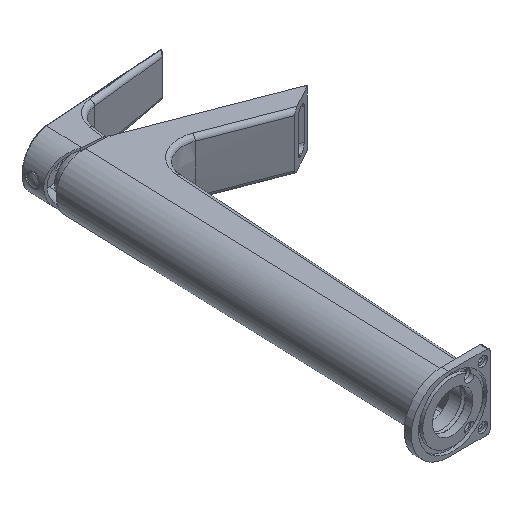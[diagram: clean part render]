
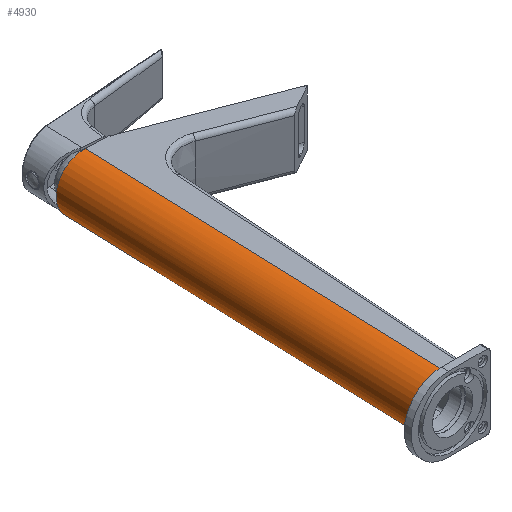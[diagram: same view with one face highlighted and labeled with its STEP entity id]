
A CAD part, isometric view. The second image highlights one B-rep face of the part: STEP entity #4930.
In plain terms, the highlighted cylindrical face has radius 19.6 mm (diameter 39.2 mm), a partial arc.
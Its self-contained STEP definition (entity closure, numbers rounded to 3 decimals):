
#707 = CARTESIAN_POINT ( 'NONE',  ( 4.028, 0.482, -19.6 ) ) ;
#810 = VECTOR ( 'NONE', #24567, 1000. ) ;
#999 = CARTESIAN_POINT ( 'NONE',  ( 3.986, -0.72, -19.6 ) ) ;
#1075 = LINE ( 'NONE', #21987, #14140 ) ;
#1425 = EDGE_CURVE ( 'NONE', #21992, #5252, #16355, .T. ) ;
#1631 = FACE_OUTER_BOUND ( 'NONE', #14575, .T. ) ;
#2950 = ORIENTED_EDGE ( 'NONE', *, *, #8947, .T. ) ;
#3153 = AXIS2_PLACEMENT_3D ( 'NONE', #9635, #21658, #25551 ) ;
#4918 = ORIENTED_EDGE ( 'NONE', *, *, #17249, .T. ) ;
#4930 = ADVANCED_FACE ( 'NONE', ( #1631 ), #9994, .T. ) ;
#5252 = VERTEX_POINT ( 'NONE', #16015 ) ;
#6551 = DIRECTION ( 'NONE',  ( 0.035, 0.999, 0. ) ) ;
#8603 = AXIS2_PLACEMENT_3D ( 'NONE', #24116, #6551, #22216 ) ;
#8947 = EDGE_CURVE ( 'NONE', #18190, #14162, #1075, .T. ) ;
#9635 = CARTESIAN_POINT ( 'NONE',  ( 13.225, 263.837, 0. ) ) ;
#9815 = CARTESIAN_POINT ( 'NONE',  ( 13.225, 263.837, -19.6 ) ) ;
#9994 = CYLINDRICAL_SURFACE ( 'NONE', #8603, 19.6 ) ;
#10211 = ORIENTED_EDGE ( 'NONE', *, *, #1425, .T. ) ;
#14140 = VECTOR ( 'NONE', #25708, 1000. ) ;
#14162 = VERTEX_POINT ( 'NONE', #15204 ) ;
#14575 = EDGE_LOOP ( 'NONE', ( #18601, #2950, #4918, #10211 ) ) ;
#15204 = CARTESIAN_POINT ( 'NONE',  ( 13.225, 263.837, 19.6 ) ) ;
#15462 =( BOUNDED_CURVE ( )  B_SPLINE_CURVE ( 3, ( #16852, #18664, #22455, #707 ),
 .UNSPECIFIED., .F., .T. ) 
 B_SPLINE_CURVE_WITH_KNOTS ( ( 4, 4 ),
 ( 1.571, 4.712 ),
 .UNSPECIFIED. ) 
 CURVE ( )  GEOMETRIC_REPRESENTATION_ITEM ( )  RATIONAL_B_SPLINE_CURVE ( ( 1., 0.333, 0.333, 1. ) ) 
 REPRESENTATION_ITEM ( '' )  );
#16015 = CARTESIAN_POINT ( 'NONE',  ( 4.028, 0.482, -19.6 ) ) ;
#16355 = LINE ( 'NONE', #999, #810 ) ;
#16755 = CIRCLE ( 'NONE', #3153, 19.6 ) ;
#16852 = CARTESIAN_POINT ( 'NONE',  ( 4.028, 0.482, 19.6 ) ) ;
#17249 = EDGE_CURVE ( 'NONE', #14162, #21992, #16755, .T. ) ;
#18190 = VERTEX_POINT ( 'NONE', #24255 ) ;
#18601 = ORIENTED_EDGE ( 'NONE', *, *, #25709, .F. ) ;
#18664 = CARTESIAN_POINT ( 'NONE',  ( -35.195, 0.482, 19.6 ) ) ;
#21658 = DIRECTION ( 'NONE',  ( -0.035, -0.999, 0. ) ) ;
#21987 = CARTESIAN_POINT ( 'NONE',  ( 3.986, -0.72, 19.6 ) ) ;
#21992 = VERTEX_POINT ( 'NONE', #9815 ) ;
#22216 = DIRECTION ( 'NONE',  ( -0.999, 0.035, 0. ) ) ;
#22455 = CARTESIAN_POINT ( 'NONE',  ( -35.195, 0.482, -19.6 ) ) ;
#24116 = CARTESIAN_POINT ( 'NONE',  ( 3.986, -0.72, 0. ) ) ;
#24255 = CARTESIAN_POINT ( 'NONE',  ( 4.028, 0.482, 19.6 ) ) ;
#24567 = DIRECTION ( 'NONE',  ( -0.035, -0.999, 0. ) ) ;
#25551 = DIRECTION ( 'NONE',  ( -0.999, 0.035, 0. ) ) ;
#25708 = DIRECTION ( 'NONE',  ( 0.035, 0.999, 0. ) ) ;
#25709 = EDGE_CURVE ( 'NONE', #18190, #5252, #15462, .T. ) ;
